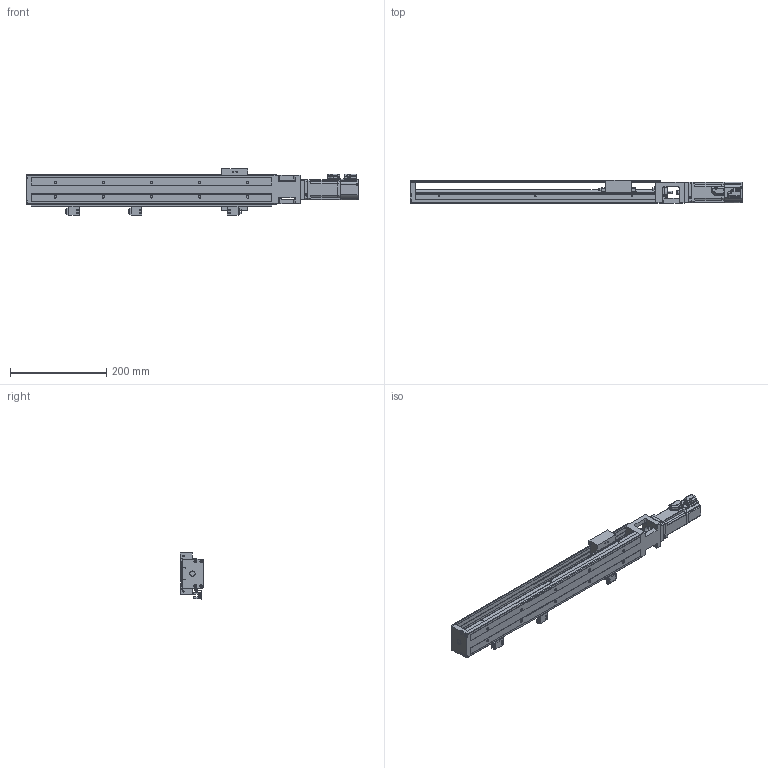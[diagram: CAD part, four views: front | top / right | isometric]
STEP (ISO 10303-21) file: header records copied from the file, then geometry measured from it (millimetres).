
FILE_DESCRIPTION((''),'2;1');
FILE_NAME('KK60-500A1-F2CS2M100_ASM','2015-06-13T',('Administrator'),(''),'PRO/ENGINEER BY PARAMETRIC TECHNOLOGY CORPORATION, 2010180','PRO/ENGINEER BY PARAMETRIC TECHNOLOGY CORPORATION, 2010180','');
FILE_SCHEMA(('CONFIG_CONTROL_DESIGN'));
Products named in the file (12): KK60-RAIL_72; KK60-BLOCK_37; KK60-500A1-F0C_ASM_12_ASM; KK60-500A1-F0C_ASM; 500; EE-SX674-1_1; EE-SX674-2_2; EE-SX674-3_1; S2500_ASM; KK60-F2; 100W; KK60-500A1-F2CS2M100_ASM
Assembly tree (11 placements, depth 4):
  KK60-500A1-F2CS2M100_ASM
    KK60-500A1-F0C_ASM
      KK60-500A1-F0C_ASM_12_ASM
        KK60-RAIL_72
        KK60-BLOCK_37
    S2500_ASM
      500
      EE-SX674-1_1
      EE-SX674-2_2
      EE-SX674-3_1
    KK60-F2
    100W
Bounding box: 690.5 x 48 x 95.85 mm (x, y, z)
Volume: 723000.8 mm3; surface area: 306580.2 mm2
Topology: 7 solids, 45 shells, 1999 faces, 5362 edges, 3540 vertices
Faces by surface type: plane 1127, cylinder 604, torus 117, cone 89, bspline 38, sphere 24
Entity records: 66076 total; most frequent: CARTESIAN_POINT 15796, DIRECTION 10285, ORIENTED_EDGE 10217, EDGE_CURVE 5338, VERTEX_POINT 3539, AXIS2_PLACEMENT_3D 3527, VECTOR 3231, LINE 3231
